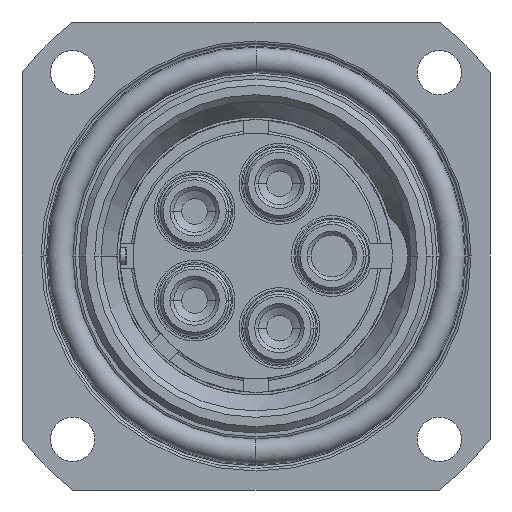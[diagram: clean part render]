
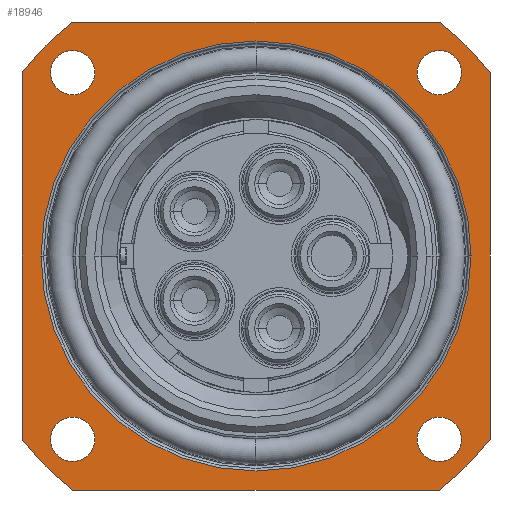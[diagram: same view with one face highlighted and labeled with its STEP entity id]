
A CAD part, left-side view. The second image highlights one B-rep face of the part: STEP entity #18946.
In plain terms, the highlighted planar face has unit normal (-1, 0, 0).
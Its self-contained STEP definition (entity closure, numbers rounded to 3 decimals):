
#215=CARTESIAN_POINT('',(-7.6,0.,0.));
#216=DIRECTION('',(1.,0.,0.));
#217=DIRECTION('',(0.,1.,0.));
#218=AXIS2_PLACEMENT_3D('',#215,#216,#217);
#230=DIRECTION('',(0.,0.,-1.));
#231=VECTOR('',#230,28.983);
#232=CARTESIAN_POINT('',(-7.6,18.5,14.491));
#233=LINE('1775',#232,#231);
#234=CARTESIAN_POINT('',(-7.6,0.,0.));
#235=DIRECTION('',(1.,0.,0.));
#236=DIRECTION('',(0.,0.787,0.617));
#237=AXIS2_PLACEMENT_3D('',#234,#235,#236);
#239=DIRECTION('',(0.,1.,0.));
#240=VECTOR('',#239,28.983);
#241=CARTESIAN_POINT('',(-7.6,-14.491,18.5));
#242=LINE('1778',#241,#240);
#243=CARTESIAN_POINT('',(-7.6,0.,0.));
#244=DIRECTION('',(1.,0.,0.));
#245=DIRECTION('',(0.,-0.617,0.787));
#246=AXIS2_PLACEMENT_3D('',#243,#244,#245);
#248=DIRECTION('',(0.,0.,1.));
#249=VECTOR('',#248,28.983);
#250=CARTESIAN_POINT('',(-7.6,-18.5,-14.491));
#251=LINE('1777',#250,#249);
#252=CARTESIAN_POINT('',(-7.6,0.,0.));
#253=DIRECTION('',(-1.,0.,0.));
#254=DIRECTION('',(0.,-0.617,-0.787));
#255=AXIS2_PLACEMENT_3D('',#252,#253,#254);
#257=DIRECTION('',(0.,-1.,0.));
#258=VECTOR('',#257,28.983);
#259=CARTESIAN_POINT('',(-7.6,14.491,-18.5));
#260=LINE('1776',#259,#258);
#261=CARTESIAN_POINT('',(-7.6,0.,0.));
#262=DIRECTION('',(-1.,0.,0.));
#263=DIRECTION('',(0.,0.787,-0.617));
#264=AXIS2_PLACEMENT_3D('',#261,#262,#263);
#266=CARTESIAN_POINT('',(-7.6,14.496,-14.496));
#267=DIRECTION('',(-1.,0.,0.));
#268=DIRECTION('',(0.,-1.,0.));
#269=AXIS2_PLACEMENT_3D('',#266,#267,#268);
#271=CARTESIAN_POINT('',(-7.6,14.496,-14.496));
#272=DIRECTION('',(-1.,0.,0.));
#273=DIRECTION('',(0.,1.,0.));
#274=AXIS2_PLACEMENT_3D('',#271,#272,#273);
#276=CARTESIAN_POINT('',(-7.6,14.496,14.496));
#277=DIRECTION('',(-1.,0.,0.));
#278=DIRECTION('',(0.,-1.,0.));
#279=AXIS2_PLACEMENT_3D('',#276,#277,#278);
#281=CARTESIAN_POINT('',(-7.6,14.496,14.496));
#282=DIRECTION('',(-1.,0.,0.));
#283=DIRECTION('',(0.,1.,0.));
#284=AXIS2_PLACEMENT_3D('',#281,#282,#283);
#286=CARTESIAN_POINT('',(-7.6,-14.496,14.496));
#287=DIRECTION('',(-1.,0.,0.));
#288=DIRECTION('',(0.,-1.,0.));
#289=AXIS2_PLACEMENT_3D('',#286,#287,#288);
#291=CARTESIAN_POINT('',(-7.6,-14.496,14.496));
#292=DIRECTION('',(-1.,0.,0.));
#293=DIRECTION('',(0.,1.,0.));
#294=AXIS2_PLACEMENT_3D('',#291,#292,#293);
#296=CARTESIAN_POINT('',(-7.6,-14.496,-14.496));
#297=DIRECTION('',(-1.,0.,0.));
#298=DIRECTION('',(0.,-1.,0.));
#299=AXIS2_PLACEMENT_3D('',#296,#297,#298);
#301=CARTESIAN_POINT('',(-7.6,-14.496,-14.496));
#302=DIRECTION('',(-1.,0.,0.));
#303=DIRECTION('',(0.,1.,0.));
#304=AXIS2_PLACEMENT_3D('',#301,#302,#303);
#12533=CARTESIAN_POINT('',(-7.6,0.,0.));
#12534=DIRECTION('',(1.,0.,0.));
#12535=DIRECTION('',(0.,-1.,0.));
#12536=AXIS2_PLACEMENT_3D('',#12533,#12534,#12535);
#16115=CARTESIAN_POINT('',(-7.6,18.5,14.491));
#16116=VERTEX_POINT('',#16115);
#16117=CARTESIAN_POINT('',(-7.6,-18.5,14.491));
#16118=VERTEX_POINT('',#16117);
#16119=CARTESIAN_POINT('',(-7.6,14.491,18.5));
#16120=VERTEX_POINT('',#16119);
#16121=CARTESIAN_POINT('',(-7.6,-14.491,18.5));
#16122=VERTEX_POINT('',#16121);
#16123=CARTESIAN_POINT('',(-7.6,18.5,-14.491));
#16124=VERTEX_POINT('',#16123);
#16125=CARTESIAN_POINT('',(-7.6,14.491,-18.5));
#16126=CARTESIAN_POINT('',(-7.6,-14.491,-18.5));
#16127=VERTEX_POINT('',#16125);
#16128=VERTEX_POINT('',#16126);
#16129=CARTESIAN_POINT('',(-7.6,-18.5,-14.491));
#16130=VERTEX_POINT('',#16129);
#16135=CARTESIAN_POINT('',(-7.6,12.746,-14.496));
#16136=CARTESIAN_POINT('',(-7.6,16.246,-14.496));
#16137=VERTEX_POINT('',#16135);
#16138=VERTEX_POINT('',#16136);
#16143=CARTESIAN_POINT('',(-7.6,12.746,14.496));
#16144=CARTESIAN_POINT('',(-7.6,16.246,14.496));
#16145=VERTEX_POINT('',#16143);
#16146=VERTEX_POINT('',#16144);
#16151=CARTESIAN_POINT('',(-7.6,-16.246,14.496));
#16152=CARTESIAN_POINT('',(-7.6,-12.746,14.496));
#16153=VERTEX_POINT('',#16151);
#16154=VERTEX_POINT('',#16152);
#16159=CARTESIAN_POINT('',(-7.6,-16.246,-14.496));
#16160=CARTESIAN_POINT('',(-7.6,-12.746,-14.496));
#16161=VERTEX_POINT('',#16159);
#16162=VERTEX_POINT('',#16160);
#16183=CARTESIAN_POINT('',(-7.6,17.,0.));
#16184=CARTESIAN_POINT('',(-7.6,-17.,0.));
#16185=VERTEX_POINT('',#16183);
#16186=VERTEX_POINT('',#16184);
#18894=CARTESIAN_POINT('',(-7.6,0.,0.));
#18895=DIRECTION('',(1.,0.,0.));
#18896=DIRECTION('',(0.,-1.,0.));
#18897=AXIS2_PLACEMENT_3D('',#18894,#18895,#18896);
#18898=PLANE('324',#18897);
#18900=ORIENTED_EDGE('1775',*,*,#18899,.F.);
#18902=ORIENTED_EDGE('1785',*,*,#18901,.T.);
#18904=ORIENTED_EDGE('1778',*,*,#18903,.F.);
#18906=ORIENTED_EDGE('1786',*,*,#18905,.T.);
#18908=ORIENTED_EDGE('1777',*,*,#18907,.F.);
#18910=ORIENTED_EDGE('1790',*,*,#18909,.F.);
#18912=ORIENTED_EDGE('1776',*,*,#18911,.F.);
#18914=ORIENTED_EDGE('1789',*,*,#18913,.F.);
#18915=EDGE_LOOP('324',(#18900,#18902,#18904,#18906,#18908,#18910,#18912,
#18914));
#18916=FACE_OUTER_BOUND('324',#18915,.F.);
#18918=ORIENTED_EDGE('1793',*,*,#18917,.T.);
#18920=ORIENTED_EDGE('1794',*,*,#18919,.T.);
#18921=EDGE_LOOP('324',(#18918,#18920));
#18922=FACE_BOUND('324',#18921,.F.);
#18924=ORIENTED_EDGE('1799',*,*,#18923,.T.);
#18926=ORIENTED_EDGE('1800',*,*,#18925,.T.);
#18927=EDGE_LOOP('324',(#18924,#18926));
#18928=FACE_BOUND('324',#18927,.F.);
#18930=ORIENTED_EDGE('1805',*,*,#18929,.T.);
#18932=ORIENTED_EDGE('1806',*,*,#18931,.T.);
#18933=EDGE_LOOP('324',(#18930,#18932));
#18934=FACE_BOUND('324',#18933,.F.);
#18936=ORIENTED_EDGE('1811',*,*,#18935,.T.);
#18938=ORIENTED_EDGE('1812',*,*,#18937,.T.);
#18939=EDGE_LOOP('324',(#18936,#18938));
#18940=FACE_BOUND('324',#18939,.F.);
#18941=ORIENTED_EDGE('1831',*,*,#18877,.F.);
#18943=ORIENTED_EDGE('1833',*,*,#18942,.F.);
#18944=EDGE_LOOP('324',(#18941,#18943));
#18945=FACE_BOUND('324',#18944,.F.);
#219=CIRCLE('1831',#218,17.);
#238=CIRCLE('1785',#237,23.5);
#247=CIRCLE('1786',#246,23.5);
#256=CIRCLE('1790',#255,23.5);
#265=CIRCLE('1789',#264,23.5);
#270=CIRCLE('1793',#269,1.75);
#275=CIRCLE('1794',#274,1.75);
#280=CIRCLE('1799',#279,1.75);
#285=CIRCLE('1800',#284,1.75);
#290=CIRCLE('1805',#289,1.75);
#295=CIRCLE('1806',#294,1.75);
#300=CIRCLE('1811',#299,1.75);
#305=CIRCLE('1812',#304,1.75);
#12537=CIRCLE('1833',#12536,17.);
#18877=EDGE_CURVE('1831',#16185,#16186,#219,.T.);
#18899=EDGE_CURVE('1775',#16116,#16124,#233,.T.);
#18901=EDGE_CURVE('1785',#16116,#16120,#238,.T.);
#18903=EDGE_CURVE('1778',#16122,#16120,#242,.T.);
#18905=EDGE_CURVE('1786',#16122,#16118,#247,.T.);
#18907=EDGE_CURVE('1777',#16130,#16118,#251,.T.);
#18909=EDGE_CURVE('1790',#16128,#16130,#256,.T.);
#18911=EDGE_CURVE('1776',#16127,#16128,#260,.T.);
#18913=EDGE_CURVE('1789',#16124,#16127,#265,.T.);
#18917=EDGE_CURVE('1793',#16137,#16138,#270,.T.);
#18919=EDGE_CURVE('1794',#16138,#16137,#275,.T.);
#18923=EDGE_CURVE('1799',#16145,#16146,#280,.T.);
#18925=EDGE_CURVE('1800',#16146,#16145,#285,.T.);
#18929=EDGE_CURVE('1805',#16153,#16154,#290,.T.);
#18931=EDGE_CURVE('1806',#16154,#16153,#295,.T.);
#18935=EDGE_CURVE('1811',#16161,#16162,#300,.T.);
#18937=EDGE_CURVE('1812',#16162,#16161,#305,.T.);
#18942=EDGE_CURVE('1833',#16186,#16185,#12537,.T.);
#18946=ADVANCED_FACE('324',(#18916,#18922,#18928,#18934,#18940,#18945),#18898,
.F.);
